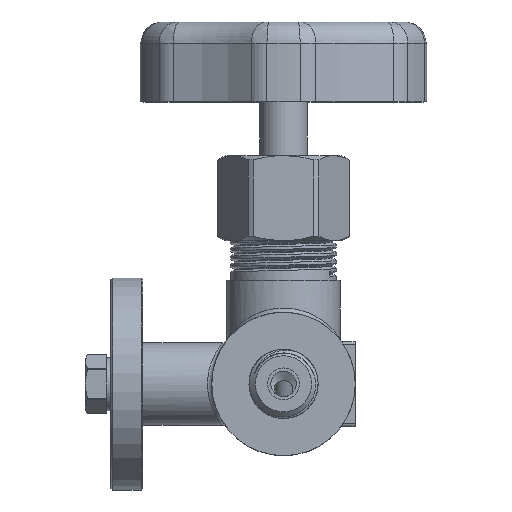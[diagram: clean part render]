
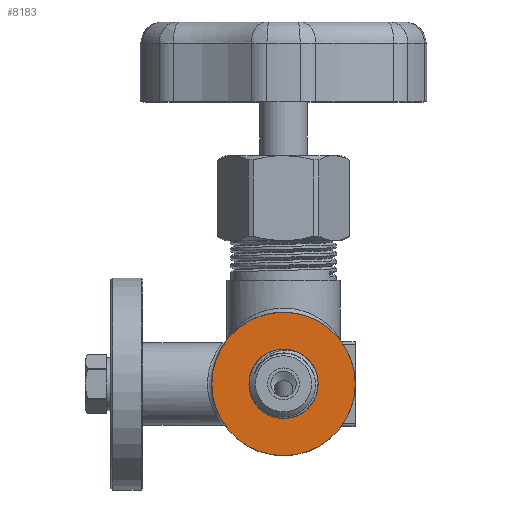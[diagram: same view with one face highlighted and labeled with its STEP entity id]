
A CAD part, top view. The second image highlights one B-rep face of the part: STEP entity #8183.
In plain terms, the highlighted planar face has unit normal (0, 0, 1).
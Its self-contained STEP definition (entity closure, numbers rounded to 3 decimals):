
#343=CIRCLE('',#8642,13.5);
#364=CIRCLE('',#8743,5.5);
#871=PLANE('',#8744);
#1889=FACE_BOUND('',#2749,.T.);
#2158=FACE_OUTER_BOUND('',#2748,.T.);
#2748=EDGE_LOOP('',(#6187));
#2749=EDGE_LOOP('',(#6188));
#3563=VERTEX_POINT('',#19014);
#3750=VERTEX_POINT('',#25035);
#4383=EDGE_CURVE('',#3563,#3563,#343,.T.);
#4664=EDGE_CURVE('',#3750,#3750,#364,.T.);
#6187=ORIENTED_EDGE('',*,*,#4383,.F.);
#6188=ORIENTED_EDGE('',*,*,#4664,.T.);
#8183=ADVANCED_FACE('',(#2158,#1889),#871,.T.);
#8642=AXIS2_PLACEMENT_3D('',#19015,#9660,#9661);
#8743=AXIS2_PLACEMENT_3D('',#25036,#10040,#10041);
#8744=AXIS2_PLACEMENT_3D('',#25037,#10042,#10043);
#9660=DIRECTION('center_axis',(0.,0.,-1.));
#9661=DIRECTION('ref_axis',(1.,0.,0.));
#10040=DIRECTION('center_axis',(0.,0.,-1.));
#10041=DIRECTION('ref_axis',(1.,0.,0.));
#10042=DIRECTION('center_axis',(0.,0.,1.));
#10043=DIRECTION('ref_axis',(1.,0.,0.));
#19014=CARTESIAN_POINT('',(0.,13.5,12.25));
#19015=CARTESIAN_POINT('Origin',(0.,0.,12.25));
#25035=CARTESIAN_POINT('',(0.,5.5,12.25));
#25036=CARTESIAN_POINT('Origin',(0.,0.,12.25));
#25037=CARTESIAN_POINT('Origin',(0.,13.5,12.25));
